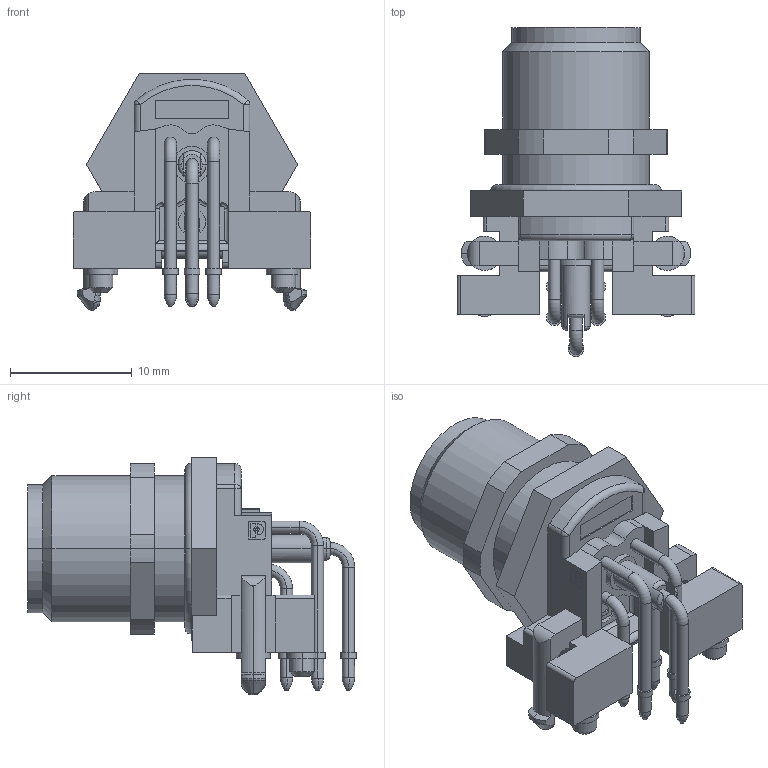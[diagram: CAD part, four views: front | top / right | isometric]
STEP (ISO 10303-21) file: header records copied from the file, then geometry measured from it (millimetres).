
FILE_DESCRIPTION(('SolidDesigner STEP Export'),'2;1');
FILE_NAME('1440054.stp','2009-09-16T11:19:20',(''),(''),'CoCreate Modeling STEP processor for AP214 (Solid Model)','CoCreate Modeling 16.00A 16-Aug-2008 (C) Parametric Technology GmbH','');
FILE_SCHEMA(('AUTOMOTIVE_DESIGN { 1 0 10303 214 1 1 1 1 }'));
Length unit declared in the file: millimetre
Products named in the file (1): 1440054
Bounding box: 19.5 x 26.96 x 19.48 mm (x, y, z)
Volume: 2405.2 mm3; surface area: 2800.7 mm2
Topology: 1 solids, 1 shells, 521 faces, 1385 edges, 900 vertices
Faces by surface type: plane 225, cylinder 190, torus 69, cone 25, bspline 10, sphere 2
Entity records: 17122 total; most frequent: CARTESIAN_POINT 4800, ORIENTED_EDGE 2770, DIRECTION 2252, EDGE_CURVE 1385, VERTEX_POINT 900, AXIS2_PLACEMENT_3D 773, VECTOR 706, LINE 706
